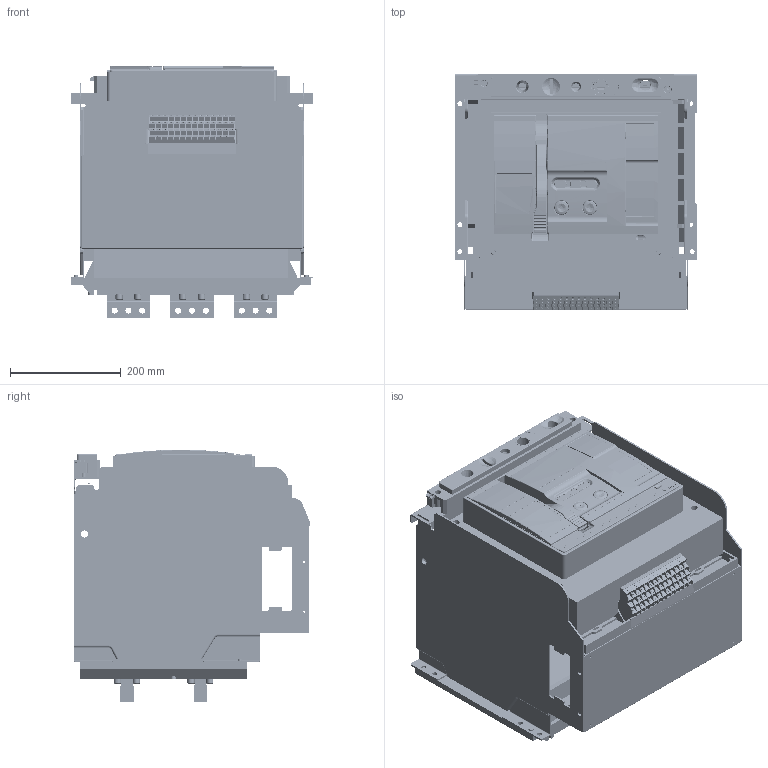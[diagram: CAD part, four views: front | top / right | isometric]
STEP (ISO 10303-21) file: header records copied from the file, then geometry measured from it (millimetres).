
FILE_DESCRIPTION((''),'2;1');
FILE_NAME('EX9A40-3P-2500-D_ASM','2022-07-22T11:01:15',('cuihq'),(''),'CREO PARAMETRIC BY PTC INC, 2020044','CREO PARAMETRIC BY PTC INC, 2020044','');
FILE_SCHEMA(('CONFIG_CONTROL_DESIGN','SHAPE_APPEARANCE_LAYERS_GROUPS'));
Products named in the file (31): 8050A0306126T_2; 8050A0306120T_3; 8050A0306121T_3; 8300A0306003_23; 40-3P-DIBAN02_2; 8580A0412008_4; 8ZTD-064-136_10; 8ZTD-024-837T_2; 8ZTD-860-699_1; 5ZTD-558-695-4000_ASM_4_ASM; 8300A0101006_13; 8300A0101127_34; 8320A0101121-0814_3; 8860A0724001_4; 8ZTD_282_1203_AF1_6; 8ZTD_282_1203_AF2_6; 8253A0101107-1_5; 8253A0101106-1_5; 8860A1424194-1_1; 8320A0101102; 8005A0101101; 5300A1526114_ASM; 5043A0101001_3; 8320A0101004_3; 8860A1424009_3; 8253A0101108-1_3; 8253A0101010_6; GBT93-8_2; GBT70_1-M8X20_2; EX9A32-3P-2500-DO_ASM_3_ASM; EX9A40-3P-2500-D_ASM
Assembly tree (94 placements, depth 4):
  EX9A40-3P-2500-D_ASM
    EX9A32-3P-2500-DO_ASM_3_ASM
      8050A0306126T_2
      8050A0306120T_3
      8050A0306121T_3
      8300A0306003_23
      40-3P-DIBAN02_2
      8580A0412008_4  x6
      5ZTD-558-695-4000_ASM_4_ASM
        8ZTD-064-136_10
        8ZTD-024-837T_2  x14
        8ZTD-860-699_1
      8300A0101006_13
      5300A1526114_ASM
        8300A0101127_34
        8320A0101121-0814_3
        8860A0724001_4
        8ZTD_282_1203_AF1_6
        8ZTD_282_1203_AF2_6
        8253A0101107-1_5
        8253A0101106-1_5
        8860A1424194-1_1
        8320A0101102
        8005A0101101
      5043A0101001_3
      8320A0101004_3
      8860A1424009_3
      8253A0101108-1_3
      8253A0101010_6
      GBT93-8_2  x24
      GBT70_1-M8X20_2  x24
Bounding box: 439 x 428.53 x 456.99 mm (x, y, z)
Volume: 14138821.5 mm3; surface area: 3082961.1 mm2
Topology: 91 solids, 179 shells, 7251 faces, 19274 edges, 12370 vertices
Faces by surface type: plane 4344, cylinder 1744, torus 449, cone 324, bspline 234, extrusion 90, sphere 66
Entity records: 198600 total; most frequent: CARTESIAN_POINT 52143, ORIENTED_EDGE 26330, DIRECTION 24997, EDGE_CURVE 13234, VECTOR 8753, LINE 8663, VERTEX_POINT 8655, AXIS2_PLACEMENT_3D 8122
